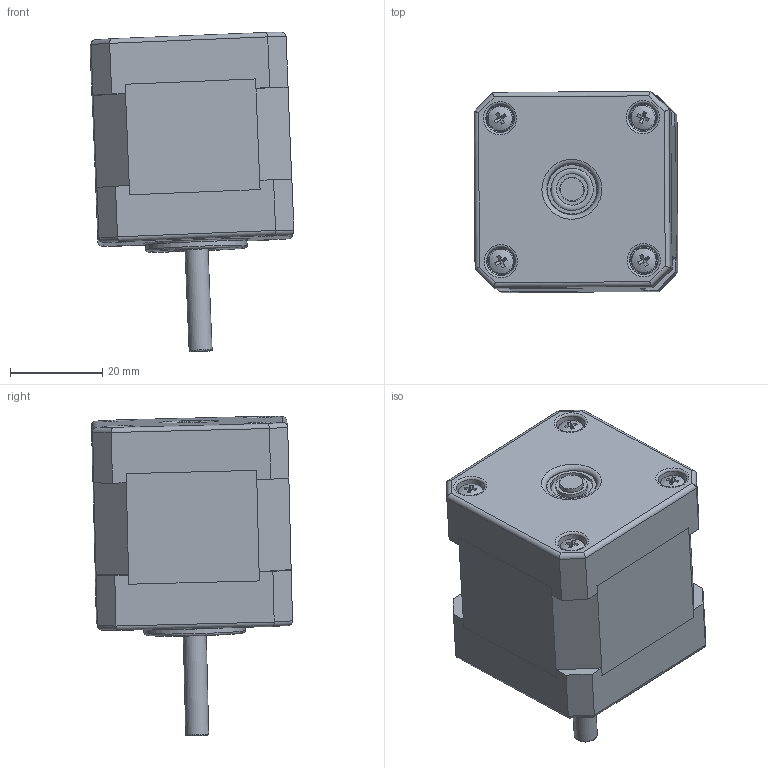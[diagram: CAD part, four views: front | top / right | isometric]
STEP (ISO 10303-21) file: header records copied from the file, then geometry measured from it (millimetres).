
FILE_DESCRIPTION(/* description */ (''),/* implementation_level */ '2;1');
FILE_NAME(/* name */ 'silnik2_ipt_96cf2664.STEP',/* time_stamp */ '2022-06-05T10:40:35+02:00',/* author */ ('pc'),/* organization */ (''),/* preprocessor_version */ 'ST-DEVELOPER v18.1',/* originating_system */ 'Autodesk Inventor 2021',/* authorisation */ '');
FILE_SCHEMA (('AUTOMOTIVE_DESIGN { 1 0 10303 214 3 1 1 }'));
Length unit declared in the file: inch
Products named in the file (1): silnik2
Bounding box: 44.18 x 43.57 x 69.27 mm (x, y, z)
Volume: 76664.6 mm3; surface area: 21081.9 mm2
Topology: 10 solids, 10 shells, 222 faces, 556 edges, 378 vertices
Faces by surface type: plane 128, cylinder 55, torus 35, sphere 4
Full cylindrical faces by diameter (mm): 2 x1, 3 x12, 5 x5, 5.6 x4, 6.2 x4, 6.8 x4, 9.2 x4, 11 x4, 22 x1
Entity records: 7121 total; most frequent: DIRECTION 1319, CARTESIAN_POINT 1157, ORIENTED_EDGE 1112, EDGE_CURVE 556, AXIS2_PLACEMENT_3D 540, VERTEX_POINT 378, CIRCLE 301, EDGE_LOOP 262
